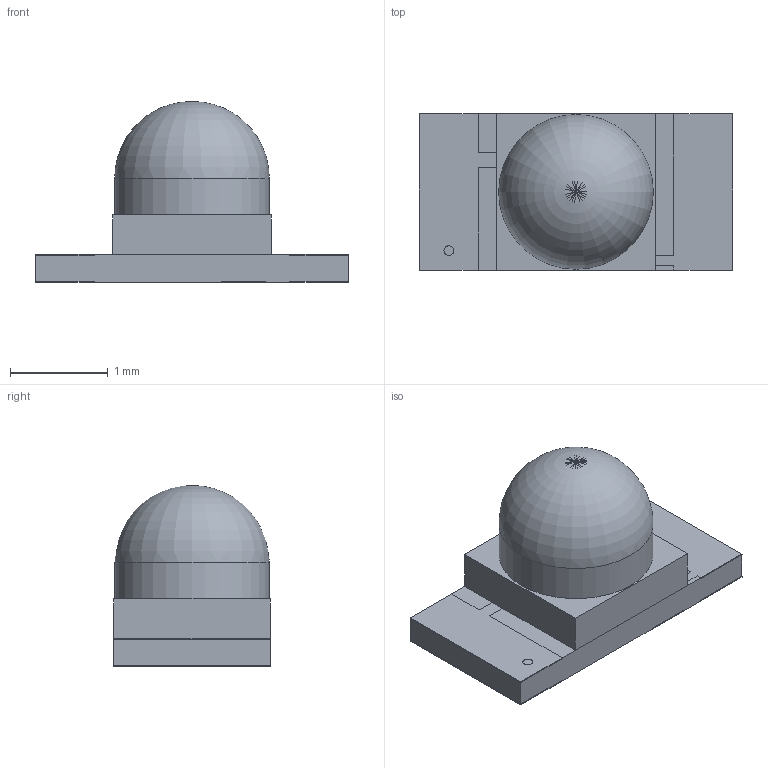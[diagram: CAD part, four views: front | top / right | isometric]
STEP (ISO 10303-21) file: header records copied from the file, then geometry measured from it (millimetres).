
FILE_DESCRIPTION(/* description */ ('Unknown'),/* implementation_level */ '2;1');
FILE_NAME(/* name */ '154120T1C3060',/* time_stamp */ '2018-07-05T10:26:29+02:00',/* author */ ('Unknown'),/* organization */ ('Unknown'),/* preprocessor_version */ 'ST-DEVELOPER v16.7',/* originating_system */ 'DEX',/* authorisation */ $);
FILE_SCHEMA (('AUTOMOTIVE_DESIGN {1 0 10303 214 3 1 1}'));
Length unit declared in the file: millimetre
Products named in the file (4): 154120T1C3060; PCB; Pins; Resin
Assembly tree (3 placements, depth 2):
  154120T1C3060
    PCB
    Pins
    Resin
Bounding box: 3.2 x 1.6 x 1.85 mm (x, y, z)
Volume: 2.3 mm3; surface area: 42.4 mm2
Topology: 7 solids, 7 shells, 82 faces, 200 edges, 133 vertices
Faces by surface type: plane 79, cylinder 2, torus 1
Full cylindrical faces by diameter (mm): 0.1 x1, 1.58 x1
Entity records: 2667 total; most frequent: CARTESIAN_POINT 415, ORIENTED_EDGE 392, DIRECTION 372, EDGE_CURVE 196, LINE 192, VECTOR 192, VERTEX_POINT 133, AXIS2_PLACEMENT_3D 90
